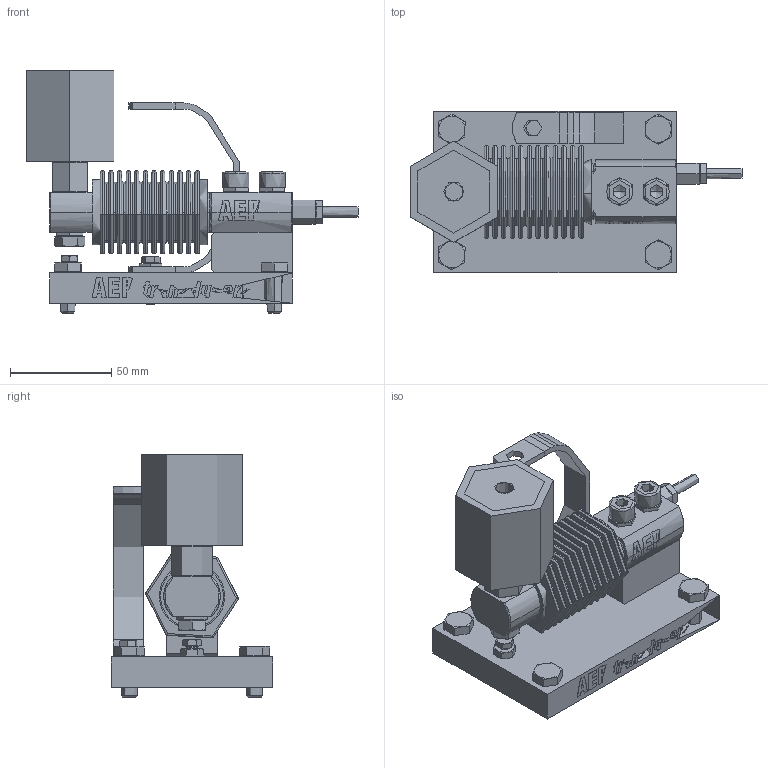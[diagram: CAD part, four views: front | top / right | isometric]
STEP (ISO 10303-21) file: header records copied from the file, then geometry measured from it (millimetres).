
FILE_DESCRIPTION(('STEP AP214'),'1');
FILE_NAME('UPF1.stp','2015-05-21T09:27:08',(' '),(' '),'Spatial InterOp 3D',' ',' ');
FILE_SCHEMA(('automotive_design'));
Length unit declared in the file: millimetre
Products named in the file (16): UPF1; F1; DUMPING SYSTEM 200kg; DUMPING SYSTEM 200kg Geometry; Spacer; Dumper 200kg; WASHER; WASHER2; Screw M8 L=55; Screw M8 L=20; Screw M6 L=20; Bolt M6 - Low profile; Grounding cord F1; Standard washer for _6; Block; Base plate
Assembly tree (20 placements, depth 3):
  UPF1
    F1
    DUMPING SYSTEM 200kg
      DUMPING SYSTEM 200kg Geometry
      Spacer
      Dumper 200kg
    WASHER
    WASHER2
    Screw M8 L=55  x2
    Screw M8 L=20  x4
    Screw M6 L=20  x2
    Bolt M6 - Low profile
    Grounding cord F1
    Standard washer for _6
    Block
    Base plate
Bounding box: 164.07 x 80 x 120 mm (x, y, z)
Volume: 156554.1 mm3
Topology: 22 solids, 70 shells, 921 faces, 2151 edges, 1406 vertices
Faces by surface type: plane 373, torus 216, cylinder 155, cone 124, extrusion 44, bspline 9
Entity records: 30852 total; most frequent: CARTESIAN_POINT 5265, DIRECTION 4162, ORIENTED_EDGE 3672, EDGE_CURVE 1860, AXIS2_PLACEMENT_3D 1674, VERTEX_POINT 1201, EDGE_LOOP 929, CIRCLE 898
